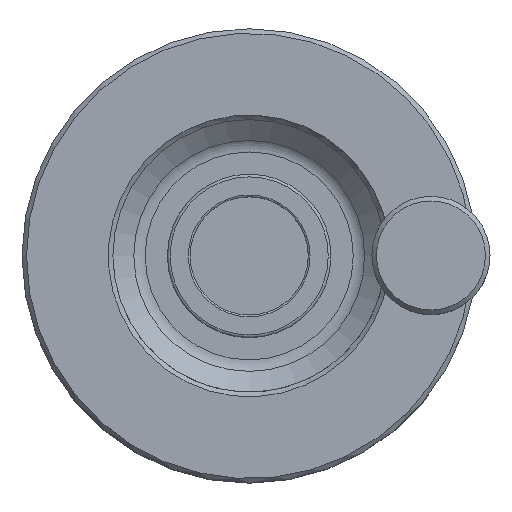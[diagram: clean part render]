
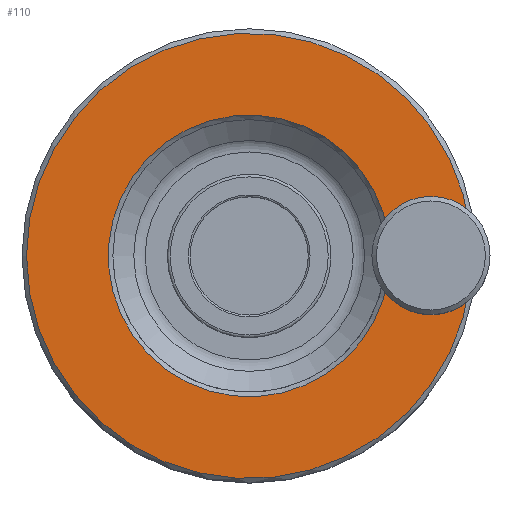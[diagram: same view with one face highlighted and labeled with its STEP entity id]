
A CAD part, top view. The second image highlights one B-rep face of the part: STEP entity #110.
In plain terms, the highlighted planar face has unit normal (0, 0, 1).
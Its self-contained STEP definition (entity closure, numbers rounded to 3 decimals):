
#110 = ADVANCED_FACE( '', ( #288 ), #289, .F. );
#288 = FACE_OUTER_BOUND( '', #570, .T. );
#289 = PLANE( '', #571 );
#570 = EDGE_LOOP( '', ( #1925, #1926, #1927, #1928 ) );
#571 = AXIS2_PLACEMENT_3D( '', #1929, #1930, #1931 );
#1925 = ORIENTED_EDGE( '', *, *, #2466, .T. );
#1926 = ORIENTED_EDGE( '', *, *, #2467, .T. );
#1927 = ORIENTED_EDGE( '', *, *, #2468, .T. );
#1928 = ORIENTED_EDGE( '', *, *, #2469, .T. );
#1929 = CARTESIAN_POINT( '', ( 0., 25., 14. ) );
#1930 = DIRECTION( '', ( 0., 0., -1. ) );
#1931 = DIRECTION( '', ( -1., 0., 0. ) );
#2466 = EDGE_CURVE( '', #2696, #2697, #2698, .F. );
#2467 = EDGE_CURVE( '', #2697, #2699, #2700, .F. );
#2468 = EDGE_CURVE( '', #2699, #2701, #2702, .F. );
#2469 = EDGE_CURVE( '', #2701, #2696, #2703, .T. );
#2696 = VERTEX_POINT( '', #3094 );
#2697 = VERTEX_POINT( '', #3095 );
#2698 = CIRCLE( '', #3096, 5.139 );
#2699 = VERTEX_POINT( '', #3097 );
#2700 = CIRCLE( '', #3098, 24.5 );
#2701 = VERTEX_POINT( '', #3099 );
#2702 = CIRCLE( '', #3100, 5.139 );
#2703 = CIRCLE( '', #3101, 15.5 );
#3094 = CARTESIAN_POINT( '', ( 15.346, 2.18, 14. ) );
#3095 = CARTESIAN_POINT( '', ( 24.346, 2.743, 14. ) );
#3096 = AXIS2_PLACEMENT_3D( '', #3851, #3852, #3853 );
#3097 = CARTESIAN_POINT( '', ( 24.346, -2.743, 14. ) );
#3098 = AXIS2_PLACEMENT_3D( '', #3854, #3855, #3856 );
#3099 = CARTESIAN_POINT( '', ( 15.346, -2.18, 14. ) );
#3100 = AXIS2_PLACEMENT_3D( '', #3857, #3858, #3859 );
#3101 = AXIS2_PLACEMENT_3D( '', #3860, #3861, #3862 );
#3851 = CARTESIAN_POINT( '', ( 20., 0., 14. ) );
#3852 = DIRECTION( '', ( 0., 0., 1. ) );
#3853 = DIRECTION( '', ( 1., 0., 0. ) );
#3854 = CARTESIAN_POINT( '', ( 0., 0., 14. ) );
#3855 = DIRECTION( '', ( 0., 0., -1. ) );
#3856 = DIRECTION( '', ( -1., 0., 0. ) );
#3857 = CARTESIAN_POINT( '', ( 20., 0., 14. ) );
#3858 = DIRECTION( '', ( 0., 0., 1. ) );
#3859 = DIRECTION( '', ( 1., 0., 0. ) );
#3860 = CARTESIAN_POINT( '', ( 0., 0., 14. ) );
#3861 = DIRECTION( '', ( 0., 0., -1. ) );
#3862 = DIRECTION( '', ( -1., 0., 0. ) );
